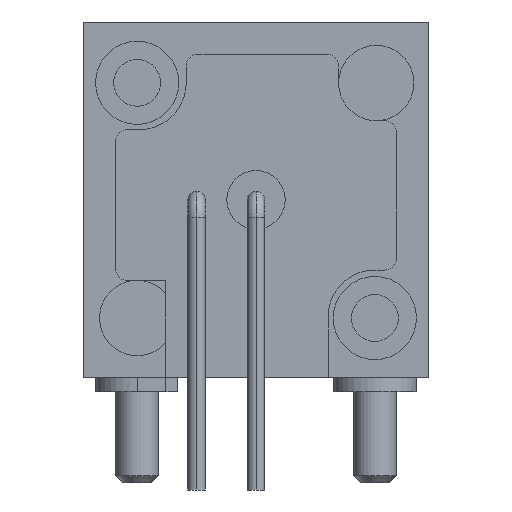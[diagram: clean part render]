
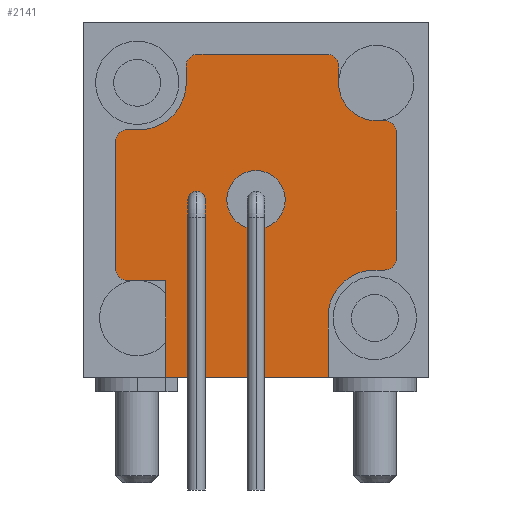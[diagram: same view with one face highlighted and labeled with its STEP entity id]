
A CAD part, left-side view. The second image highlights one B-rep face of the part: STEP entity #2141.
In plain terms, the highlighted planar face has unit normal (-1, 0, 0).
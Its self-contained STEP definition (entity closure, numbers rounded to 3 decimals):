
#880 = VERTEX_POINT('',#881);
#881 = CARTESIAN_POINT('',(-2.55,3.85,0.6));
#887 = EDGE_CURVE('',#880,#888,#890,.T.);
#888 = VERTEX_POINT('',#889);
#889 = CARTESIAN_POINT('',(-2.55,-3.08,0.6));
#890 = LINE('',#891,#892);
#891 = CARTESIAN_POINT('',(-2.55,3.85,0.6));
#892 = VECTOR('',#893,1.);
#893 = DIRECTION('',(0.,-1.,0.));
#1463 = VERTEX_POINT('',#1464);
#1464 = CARTESIAN_POINT('',(-2.55,3.85,4.75));
#1470 = EDGE_CURVE('',#1463,#880,#1471,.T.);
#1471 = LINE('',#1472,#1473);
#1472 = CARTESIAN_POINT('',(-2.55,3.85,4.75));
#1473 = VECTOR('',#1474,1.);
#1474 = DIRECTION('',(0.,0.,-1.));
#2123 = EDGE_CURVE('',#888,#2124,#2126,.T.);
#2124 = VERTEX_POINT('',#2125);
#2125 = CARTESIAN_POINT('',(-2.55,-3.08,3.2));
#2126 = LINE('',#2127,#2128);
#2127 = CARTESIAN_POINT('',(-2.55,-3.08,0.6));
#2128 = VECTOR('',#2129,1.);
#2129 = DIRECTION('',(0.,0.,1.));
#2141 = ADVANCED_FACE('',(#2142,#2298,#2318),#2338,.T.);
#2142 = FACE_BOUND('',#2143,.F.);
#2143 = EDGE_LOOP('',(#2144,#2145,#2146,#2154,#2163,#2171,#2180,#2188,
    #2197,#2205,#2214,#2222,#2231,#2239,#2248,#2256,#2265,#2273,#2282,
    #2290,#2297));
#2144 = ORIENTED_EDGE('',*,*,#887,.F.);
#2145 = ORIENTED_EDGE('',*,*,#1470,.F.);
#2146 = ORIENTED_EDGE('',*,*,#2147,.F.);
#2147 = EDGE_CURVE('',#2148,#1463,#2150,.T.);
#2148 = VERTEX_POINT('',#2149);
#2149 = CARTESIAN_POINT('',(-2.55,5.5,4.75));
#2150 = LINE('',#2151,#2152);
#2151 = CARTESIAN_POINT('',(-2.55,5.5,4.75));
#2152 = VECTOR('',#2153,1.);
#2153 = DIRECTION('',(0.,-1.,0.));
#2154 = ORIENTED_EDGE('',*,*,#2155,.F.);
#2155 = EDGE_CURVE('',#2156,#2148,#2158,.T.);
#2156 = VERTEX_POINT('',#2157);
#2157 = CARTESIAN_POINT('',(-2.55,6.,5.25));
#2158 = CIRCLE('',#2159,0.5);
#2159 = AXIS2_PLACEMENT_3D('',#2160,#2161,#2162);
#2160 = CARTESIAN_POINT('',(-2.55,5.5,5.25));
#2161 = DIRECTION('',(-1.,0.,0.));
#2162 = DIRECTION('',(0.,1.,0.));
#2163 = ORIENTED_EDGE('',*,*,#2164,.F.);
#2164 = EDGE_CURVE('',#2165,#2156,#2167,.T.);
#2165 = VERTEX_POINT('',#2166);
#2166 = CARTESIAN_POINT('',(-2.55,6.,10.7));
#2167 = LINE('',#2168,#2169);
#2168 = CARTESIAN_POINT('',(-2.55,6.,10.7));
#2169 = VECTOR('',#2170,1.);
#2170 = DIRECTION('',(0.,0.,-1.));
#2171 = ORIENTED_EDGE('',*,*,#2172,.F.);
#2172 = EDGE_CURVE('',#2173,#2165,#2175,.T.);
#2173 = VERTEX_POINT('',#2174);
#2174 = CARTESIAN_POINT('',(-2.55,5.5,11.2));
#2175 = CIRCLE('',#2176,0.5);
#2176 = AXIS2_PLACEMENT_3D('',#2177,#2178,#2179);
#2177 = CARTESIAN_POINT('',(-2.55,5.5,10.7));
#2178 = DIRECTION('',(-1.,0.,0.));
#2179 = DIRECTION('',(0.,0.,1.));
#2180 = ORIENTED_EDGE('',*,*,#2181,.F.);
#2181 = EDGE_CURVE('',#2182,#2173,#2184,.T.);
#2182 = VERTEX_POINT('',#2183);
#2183 = CARTESIAN_POINT('',(-2.55,4.98,11.2));
#2184 = LINE('',#2185,#2186);
#2185 = CARTESIAN_POINT('',(-2.55,4.98,11.2));
#2186 = VECTOR('',#2187,1.);
#2187 = DIRECTION('',(0.,1.,0.));
#2188 = ORIENTED_EDGE('',*,*,#2189,.F.);
#2189 = EDGE_CURVE('',#2190,#2182,#2192,.T.);
#2190 = VERTEX_POINT('',#2191);
#2191 = CARTESIAN_POINT('',(-2.55,2.98,13.2));
#2192 = CIRCLE('',#2193,2.);
#2193 = AXIS2_PLACEMENT_3D('',#2194,#2195,#2196);
#2194 = CARTESIAN_POINT('',(-2.55,4.98,13.2));
#2195 = DIRECTION('',(1.,0.,0.));
#2196 = DIRECTION('',(0.,-1.,0.));
#2197 = ORIENTED_EDGE('',*,*,#2198,.F.);
#2198 = EDGE_CURVE('',#2199,#2190,#2201,.T.);
#2199 = VERTEX_POINT('',#2200);
#2200 = CARTESIAN_POINT('',(-2.55,2.98,13.92));
#2201 = LINE('',#2202,#2203);
#2202 = CARTESIAN_POINT('',(-2.55,2.98,13.92));
#2203 = VECTOR('',#2204,1.);
#2204 = DIRECTION('',(0.,0.,-1.));
#2205 = ORIENTED_EDGE('',*,*,#2206,.F.);
#2206 = EDGE_CURVE('',#2207,#2199,#2209,.T.);
#2207 = VERTEX_POINT('',#2208);
#2208 = CARTESIAN_POINT('',(-2.55,2.48,14.42));
#2209 = CIRCLE('',#2210,0.5);
#2210 = AXIS2_PLACEMENT_3D('',#2211,#2212,#2213);
#2211 = CARTESIAN_POINT('',(-2.55,2.48,13.92));
#2212 = DIRECTION('',(-1.,0.,0.));
#2213 = DIRECTION('',(0.,0.,1.));
#2214 = ORIENTED_EDGE('',*,*,#2215,.F.);
#2215 = EDGE_CURVE('',#2216,#2207,#2218,.T.);
#2216 = VERTEX_POINT('',#2217);
#2217 = CARTESIAN_POINT('',(-2.55,-3.03,14.42));
#2218 = LINE('',#2219,#2220);
#2219 = CARTESIAN_POINT('',(-2.55,-3.03,14.42));
#2220 = VECTOR('',#2221,1.);
#2221 = DIRECTION('',(0.,1.,0.));
#2222 = ORIENTED_EDGE('',*,*,#2223,.F.);
#2223 = EDGE_CURVE('',#2224,#2216,#2226,.T.);
#2224 = VERTEX_POINT('',#2225);
#2225 = CARTESIAN_POINT('',(-2.55,-3.53,13.92));
#2226 = CIRCLE('',#2227,0.5);
#2227 = AXIS2_PLACEMENT_3D('',#2228,#2229,#2230);
#2228 = CARTESIAN_POINT('',(-2.55,-3.03,13.92));
#2229 = DIRECTION('',(-1.,0.,0.));
#2230 = DIRECTION('',(0.,-1.,0.));
#2231 = ORIENTED_EDGE('',*,*,#2232,.F.);
#2232 = EDGE_CURVE('',#2233,#2224,#2235,.T.);
#2233 = VERTEX_POINT('',#2234);
#2234 = CARTESIAN_POINT('',(-2.55,-3.53,13.19));
#2235 = LINE('',#2236,#2237);
#2236 = CARTESIAN_POINT('',(-2.55,-3.53,13.19));
#2237 = VECTOR('',#2238,1.);
#2238 = DIRECTION('',(0.,0.,1.));
#2239 = ORIENTED_EDGE('',*,*,#2240,.F.);
#2240 = EDGE_CURVE('',#2241,#2233,#2243,.T.);
#2241 = VERTEX_POINT('',#2242);
#2242 = CARTESIAN_POINT('',(-2.55,-5.14,11.58));
#2243 = CIRCLE('',#2244,1.61);
#2244 = AXIS2_PLACEMENT_3D('',#2245,#2246,#2247);
#2245 = CARTESIAN_POINT('',(-2.55,-5.14,13.19));
#2246 = DIRECTION('',(1.,0.,0.));
#2247 = DIRECTION('',(0.,0.,-1.));
#2248 = ORIENTED_EDGE('',*,*,#2249,.F.);
#2249 = EDGE_CURVE('',#2250,#2241,#2252,.T.);
#2250 = VERTEX_POINT('',#2251);
#2251 = CARTESIAN_POINT('',(-2.55,-5.5,11.58));
#2252 = LINE('',#2253,#2254);
#2253 = CARTESIAN_POINT('',(-2.55,-5.5,11.58));
#2254 = VECTOR('',#2255,1.);
#2255 = DIRECTION('',(0.,1.,0.));
#2256 = ORIENTED_EDGE('',*,*,#2257,.F.);
#2257 = EDGE_CURVE('',#2258,#2250,#2260,.T.);
#2258 = VERTEX_POINT('',#2259);
#2259 = CARTESIAN_POINT('',(-2.55,-6.,11.08));
#2260 = CIRCLE('',#2261,0.5);
#2261 = AXIS2_PLACEMENT_3D('',#2262,#2263,#2264);
#2262 = CARTESIAN_POINT('',(-2.55,-5.5,11.08));
#2263 = DIRECTION('',(-1.,0.,0.));
#2264 = DIRECTION('',(0.,-1.,0.));
#2265 = ORIENTED_EDGE('',*,*,#2266,.F.);
#2266 = EDGE_CURVE('',#2267,#2258,#2269,.T.);
#2267 = VERTEX_POINT('',#2268);
#2268 = CARTESIAN_POINT('',(-2.55,-6.,5.7));
#2269 = LINE('',#2270,#2271);
#2270 = CARTESIAN_POINT('',(-2.55,-6.,5.7));
#2271 = VECTOR('',#2272,1.);
#2272 = DIRECTION('',(0.,0.,1.));
#2273 = ORIENTED_EDGE('',*,*,#2274,.F.);
#2274 = EDGE_CURVE('',#2275,#2267,#2277,.T.);
#2275 = VERTEX_POINT('',#2276);
#2276 = CARTESIAN_POINT('',(-2.55,-5.5,5.2));
#2277 = CIRCLE('',#2278,0.5);
#2278 = AXIS2_PLACEMENT_3D('',#2279,#2280,#2281);
#2279 = CARTESIAN_POINT('',(-2.55,-5.5,5.7));
#2280 = DIRECTION('',(-1.,0.,0.));
#2281 = DIRECTION('',(0.,0.,-1.));
#2282 = ORIENTED_EDGE('',*,*,#2283,.F.);
#2283 = EDGE_CURVE('',#2284,#2275,#2286,.T.);
#2284 = VERTEX_POINT('',#2285);
#2285 = CARTESIAN_POINT('',(-2.55,-5.08,5.2));
#2286 = LINE('',#2287,#2288);
#2287 = CARTESIAN_POINT('',(-2.55,-5.08,5.2));
#2288 = VECTOR('',#2289,1.);
#2289 = DIRECTION('',(0.,-1.,0.));
#2290 = ORIENTED_EDGE('',*,*,#2291,.F.);
#2291 = EDGE_CURVE('',#2124,#2284,#2292,.T.);
#2292 = CIRCLE('',#2293,2.);
#2293 = AXIS2_PLACEMENT_3D('',#2294,#2295,#2296);
#2294 = CARTESIAN_POINT('',(-2.55,-5.08,3.2));
#2295 = DIRECTION('',(1.,0.,0.));
#2296 = DIRECTION('',(0.,1.,0.));
#2297 = ORIENTED_EDGE('',*,*,#2123,.F.);
#2298 = FACE_BOUND('',#2299,.F.);
#2299 = EDGE_LOOP('',(#2300,#2311));
#2300 = ORIENTED_EDGE('',*,*,#2301,.T.);
#2301 = EDGE_CURVE('',#2302,#2304,#2306,.T.);
#2302 = VERTEX_POINT('',#2303);
#2303 = CARTESIAN_POINT('',(-2.55,-1.25,8.2));
#2304 = VERTEX_POINT('',#2305);
#2305 = CARTESIAN_POINT('',(-2.55,1.25,8.2));
#2306 = CIRCLE('',#2307,1.25);
#2307 = AXIS2_PLACEMENT_3D('',#2308,#2309,#2310);
#2308 = CARTESIAN_POINT('',(-2.55,0.,8.2));
#2309 = DIRECTION('',(-1.,0.,0.));
#2310 = DIRECTION('',(0.,-1.,0.));
#2311 = ORIENTED_EDGE('',*,*,#2312,.T.);
#2312 = EDGE_CURVE('',#2304,#2302,#2313,.T.);
#2313 = CIRCLE('',#2314,1.25);
#2314 = AXIS2_PLACEMENT_3D('',#2315,#2316,#2317);
#2315 = CARTESIAN_POINT('',(-2.55,0.,8.2));
#2316 = DIRECTION('',(-1.,0.,0.));
#2317 = DIRECTION('',(0.,1.,0.));
#2318 = FACE_BOUND('',#2319,.F.);
#2319 = EDGE_LOOP('',(#2320,#2331));
#2320 = ORIENTED_EDGE('',*,*,#2321,.T.);
#2321 = EDGE_CURVE('',#2322,#2324,#2326,.T.);
#2322 = VERTEX_POINT('',#2323);
#2323 = CARTESIAN_POINT('',(-2.55,2.54,8.57));
#2324 = VERTEX_POINT('',#2325);
#2325 = CARTESIAN_POINT('',(-2.55,2.54,7.83));
#2326 = CIRCLE('',#2327,0.37);
#2327 = AXIS2_PLACEMENT_3D('',#2328,#2329,#2330);
#2328 = CARTESIAN_POINT('',(-2.55,2.54,8.2));
#2329 = DIRECTION('',(-1.,0.,0.));
#2330 = DIRECTION('',(0.,0.,1.));
#2331 = ORIENTED_EDGE('',*,*,#2332,.T.);
#2332 = EDGE_CURVE('',#2324,#2322,#2333,.T.);
#2333 = CIRCLE('',#2334,0.37);
#2334 = AXIS2_PLACEMENT_3D('',#2335,#2336,#2337);
#2335 = CARTESIAN_POINT('',(-2.55,2.54,8.2));
#2336 = DIRECTION('',(-1.,0.,0.));
#2337 = DIRECTION('',(0.,0.,-1.));
#2338 = PLANE('',#2339);
#2339 = AXIS2_PLACEMENT_3D('',#2340,#2341,#2342);
#2340 = CARTESIAN_POINT('',(-2.55,0.,8.2));
#2341 = DIRECTION('',(-1.,0.,0.));
#2342 = DIRECTION('',(0.,-1.,0.));
